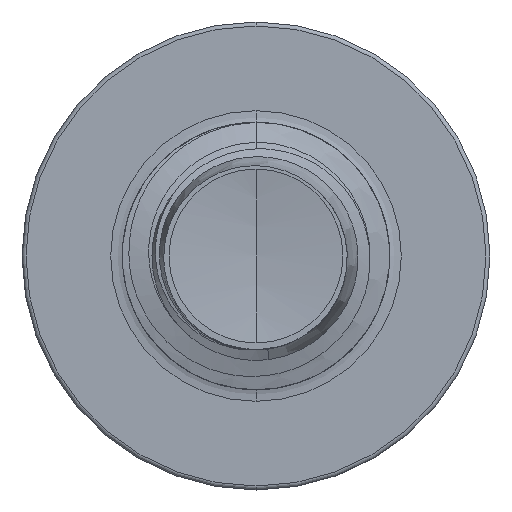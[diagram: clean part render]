
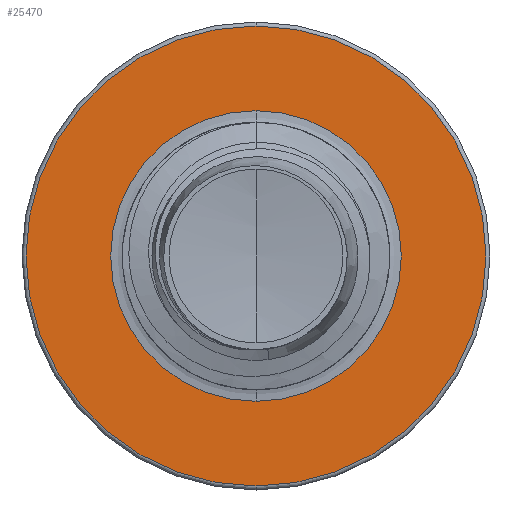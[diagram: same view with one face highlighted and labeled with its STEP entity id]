
A CAD part, front view. The second image highlights one B-rep face of the part: STEP entity #25470.
In plain terms, the highlighted planar face has unit normal (0, -1, 0).
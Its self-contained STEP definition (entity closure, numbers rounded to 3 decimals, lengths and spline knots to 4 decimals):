
#767 = DIRECTION ( 'NONE',  ( 0., 1., 0. ) ) ;
#3013 = VERTEX_POINT ( 'NONE', #21352 ) ;
#5571 = EDGE_CURVE ( 'NONE', #47906, #9525, #13515, .T. ) ;
#9514 = DIRECTION ( 'NONE',  ( 0., 1., 0. ) ) ;
#9525 = VERTEX_POINT ( 'NONE', #31040 ) ;
#9601 = FACE_BOUND ( 'NONE', #26780, .T. ) ;
#9985 = CARTESIAN_POINT ( 'NONE',  ( 0., 25., 0. ) ) ;
#11084 = CIRCLE ( 'NONE', #15910, 2.1736 ) ;
#13515 = CIRCLE ( 'NONE', #30867, 2.1736 ) ;
#13585 = ORIENTED_EDGE ( 'NONE', *, *, #46036, .F. ) ;
#14720 = DIRECTION ( 'NONE',  ( 0., 0., 1. ) ) ;
#15910 = AXIS2_PLACEMENT_3D ( 'NONE', #20663, #53693, #25379 ) ;
#16329 = CARTESIAN_POINT ( 'NONE',  ( 0., 25., -2.1736 ) ) ;
#16614 = ORIENTED_EDGE ( 'NONE', *, *, #30409, .F. ) ;
#18619 = ORIENTED_EDGE ( 'NONE', *, *, #25018, .T. ) ;
#19843 = CIRCLE ( 'NONE', #45199, 3.44 ) ;
#20663 = CARTESIAN_POINT ( 'NONE',  ( 0., 25., 0. ) ) ;
#21352 = CARTESIAN_POINT ( 'NONE',  ( 0., 25., -3.44 ) ) ;
#21364 = EDGE_LOOP ( 'NONE', ( #16614, #13585 ) ) ;
#25018 = EDGE_CURVE ( 'NONE', #9525, #47906, #11084, .T. ) ;
#25379 = DIRECTION ( 'NONE',  ( 0., 0., 1. ) ) ;
#25470 = ADVANCED_FACE ( 'NONE', ( #34669, #9601 ), #44583, .F. ) ;
#25849 = CARTESIAN_POINT ( 'NONE',  ( 0., 25., 3.44 ) ) ;
#26780 = EDGE_LOOP ( 'NONE', ( #18619, #50699 ) ) ;
#29050 = CARTESIAN_POINT ( 'NONE',  ( 0., 25., 0. ) ) ;
#30409 = EDGE_CURVE ( 'NONE', #43252, #3013, #19843, .T. ) ;
#30542 = DIRECTION ( 'NONE',  ( 0., 0., 1. ) ) ;
#30867 = AXIS2_PLACEMENT_3D ( 'NONE', #37747, #9514, #42477 ) ;
#31040 = CARTESIAN_POINT ( 'NONE',  ( 0., 25., 2.1736 ) ) ;
#33227 = AXIS2_PLACEMENT_3D ( 'NONE', #29050, #767, #33810 ) ;
#33810 = DIRECTION ( 'NONE',  ( 0., 0., 1. ) ) ;
#34669 = FACE_OUTER_BOUND ( 'NONE', #21364, .T. ) ;
#34875 = AXIS2_PLACEMENT_3D ( 'NONE', #16329, #58841, #30542 ) ;
#35174 = CIRCLE ( 'NONE', #33227, 3.44 ) ;
#37747 = CARTESIAN_POINT ( 'NONE',  ( 0., 25., 0. ) ) ;
#42477 = DIRECTION ( 'NONE',  ( 0., 0., 1. ) ) ;
#42959 = DIRECTION ( 'NONE',  ( 0., 1., 0. ) ) ;
#43252 = VERTEX_POINT ( 'NONE', #25849 ) ;
#44583 = PLANE ( 'NONE',  #34875 ) ;
#45199 = AXIS2_PLACEMENT_3D ( 'NONE', #9985, #42959, #14720 ) ;
#46036 = EDGE_CURVE ( 'NONE', #3013, #43252, #35174, .T. ) ;
#47906 = VERTEX_POINT ( 'NONE', #61025 ) ;
#50699 = ORIENTED_EDGE ( 'NONE', *, *, #5571, .T. ) ;
#53693 = DIRECTION ( 'NONE',  ( 0., 1., 0. ) ) ;
#58841 = DIRECTION ( 'NONE',  ( 0., 1., 0. ) ) ;
#61025 = CARTESIAN_POINT ( 'NONE',  ( 0., 25., -2.1736 ) ) ;
